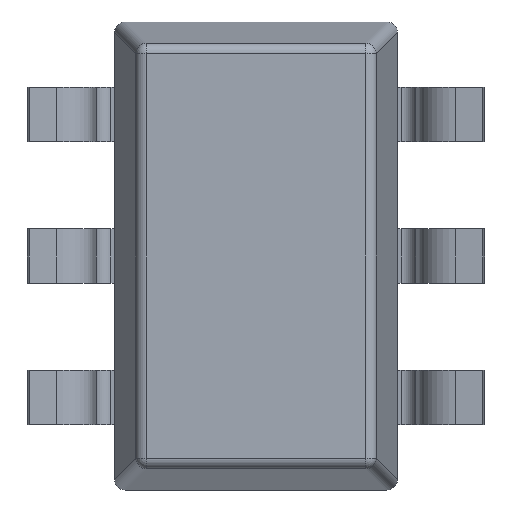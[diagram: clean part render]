
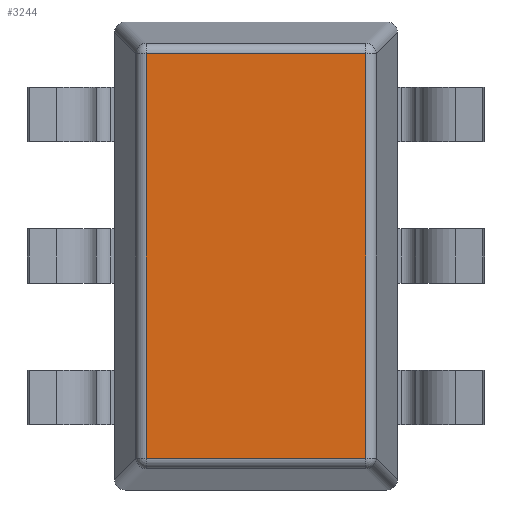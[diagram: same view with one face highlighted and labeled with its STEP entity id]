
A CAD part, front view. The second image highlights one B-rep face of the part: STEP entity #3244.
In plain terms, the highlighted planar face has unit normal (0, -1, 0).
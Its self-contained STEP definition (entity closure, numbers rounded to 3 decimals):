
#28 = CARTESIAN_POINT ( 'NONE',  ( 0.503, 0.1, -0.928 ) ) ;
#222 = EDGE_CURVE ( 'NONE', #3420, #255, #3457, .T. ) ;
#255 = VERTEX_POINT ( 'NONE', #1677 ) ;
#924 = EDGE_LOOP ( 'NONE', ( #945, #1427, #3426, #1355 ) ) ;
#945 = ORIENTED_EDGE ( 'NONE', *, *, #2599, .T. ) ;
#1009 = VERTEX_POINT ( 'NONE', #1508 ) ;
#1125 = PLANE ( 'NONE',  #3336 ) ;
#1147 = VECTOR ( 'NONE', #2268, 1000. ) ;
#1196 = CARTESIAN_POINT ( 'NONE',  ( -0.545, 0.1, 0.928 ) ) ;
#1294 = DIRECTION ( 'NONE',  ( 1., 0., 0. ) ) ;
#1320 = CARTESIAN_POINT ( 'NONE',  ( 0.503, 0.1, 0.97 ) ) ;
#1355 = ORIENTED_EDGE ( 'NONE', *, *, #222, .T. ) ;
#1371 = CARTESIAN_POINT ( 'NONE',  ( 0.545, 0.1, -0.928 ) ) ;
#1427 = ORIENTED_EDGE ( 'NONE', *, *, #1634, .T. ) ;
#1451 = DIRECTION ( 'NONE',  ( -1., 0., 0. ) ) ;
#1508 = CARTESIAN_POINT ( 'NONE',  ( -0.503, 0.1, -0.928 ) ) ;
#1593 = EDGE_CURVE ( 'NONE', #1009, #3420, #3673, .T. ) ;
#1634 = EDGE_CURVE ( 'NONE', #1893, #1009, #1892, .T. ) ;
#1677 = CARTESIAN_POINT ( 'NONE',  ( 0.503, 0.1, 0.928 ) ) ;
#1892 = LINE ( 'NONE', #3080, #2812 ) ;
#1893 = VERTEX_POINT ( 'NONE', #2414 ) ;
#2252 = DIRECTION ( 'NONE',  ( 0., 0., -1. ) ) ;
#2268 = DIRECTION ( 'NONE',  ( 0., 0., 1. ) ) ;
#2414 = CARTESIAN_POINT ( 'NONE',  ( -0.503, 0.1, 0.928 ) ) ;
#2586 = DIRECTION ( 'NONE',  ( 0., 0., -1. ) ) ;
#2599 = EDGE_CURVE ( 'NONE', #255, #1893, #2660, .T. ) ;
#2660 = LINE ( 'NONE', #1196, #3725 ) ;
#2812 = VECTOR ( 'NONE', #2252, 1000. ) ;
#2945 = VECTOR ( 'NONE', #1294, 1000. ) ;
#3080 = CARTESIAN_POINT ( 'NONE',  ( -0.503, 0.1, -0.97 ) ) ;
#3244 = ADVANCED_FACE ( 'NONE', ( #3429 ), #1125, .T. ) ;
#3336 = AXIS2_PLACEMENT_3D ( 'NONE', #3469, #3740, #2586 ) ;
#3420 = VERTEX_POINT ( 'NONE', #28 ) ;
#3426 = ORIENTED_EDGE ( 'NONE', *, *, #1593, .T. ) ;
#3429 = FACE_OUTER_BOUND ( 'NONE', #924, .T. ) ;
#3457 = LINE ( 'NONE', #1320, #1147 ) ;
#3469 = CARTESIAN_POINT ( 'NONE',  ( 0., 0.1, 0. ) ) ;
#3673 = LINE ( 'NONE', #1371, #2945 ) ;
#3725 = VECTOR ( 'NONE', #1451, 1000. ) ;
#3740 = DIRECTION ( 'NONE',  ( 0., -1., 0. ) ) ;
